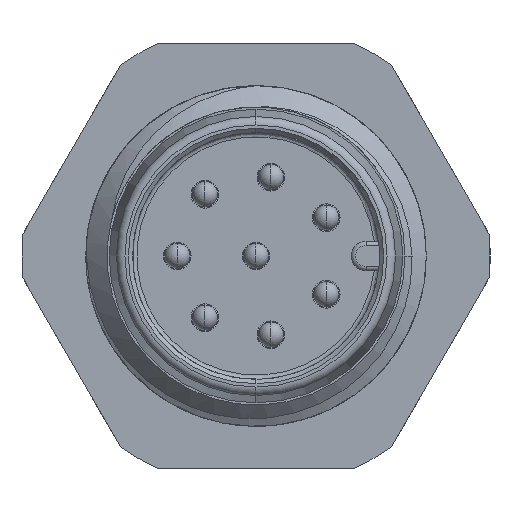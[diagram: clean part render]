
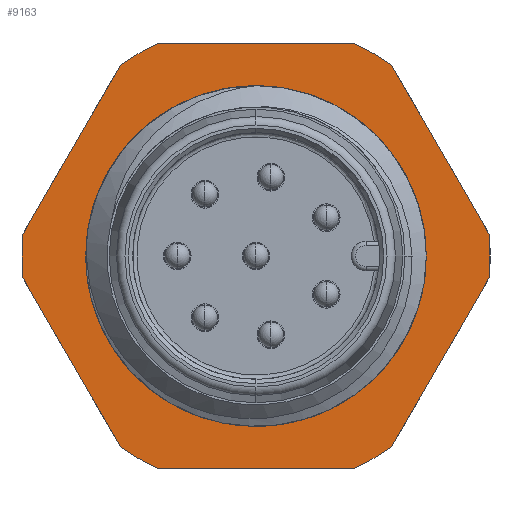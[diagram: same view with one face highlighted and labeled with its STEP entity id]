
A CAD part, left-side view. The second image highlights one B-rep face of the part: STEP entity #9163.
In plain terms, the highlighted planar face has unit normal (-1, 0, 0).
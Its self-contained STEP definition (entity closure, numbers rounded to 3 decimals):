
#4124=CARTESIAN_POINT('',(6.5,0.,0.));
#4125=DIRECTION('',(1.,0.,0.));
#4126=DIRECTION('',(0.,0.,1.));
#4127=AXIS2_PLACEMENT_3D('',#4124,#4125,#4126);
#4469=CARTESIAN_POINT('',(6.5,0.,0.));
#4470=DIRECTION('',(1.,0.,0.));
#4471=DIRECTION('',(0.,-1.,0.));
#4472=AXIS2_PLACEMENT_3D('',#4469,#4470,#4471);
#4567=CARTESIAN_POINT('',(6.5,0.,0.));
#4568=DIRECTION('',(1.,0.,0.));
#4569=DIRECTION('',(0.,-0.996,0.094));
#4570=AXIS2_PLACEMENT_3D('',#4567,#4568,#4569);
#4572=DIRECTION('',(0.,0.5,-0.866));
#4573=VECTOR('',#4572,4.583);
#4574=CARTESIAN_POINT('',(6.5,-5.476,-0.516));
#4575=LINE('',#4574,#4573);
#4576=CARTESIAN_POINT('',(6.5,0.,0.));
#4577=DIRECTION('',(1.,0.,0.));
#4578=DIRECTION('',(0.,-0.579,-0.815));
#4579=AXIS2_PLACEMENT_3D('',#4576,#4577,#4578);
#4581=DIRECTION('',(0.,1.,0.));
#4582=VECTOR('',#4581,4.583);
#4583=CARTESIAN_POINT('',(6.5,-2.291,-5.));
#4584=LINE('',#4583,#4582);
#4585=CARTESIAN_POINT('',(6.5,0.,0.));
#4586=DIRECTION('',(1.,0.,0.));
#4587=DIRECTION('',(0.,0.417,-0.909));
#4588=AXIS2_PLACEMENT_3D('',#4585,#4586,#4587);
#4590=DIRECTION('',(0.,0.5,0.866));
#4591=VECTOR('',#4590,4.583);
#4592=CARTESIAN_POINT('',(6.5,3.184,-4.484));
#4593=LINE('',#4592,#4591);
#4594=CARTESIAN_POINT('',(6.5,0.,0.));
#4595=DIRECTION('',(1.,0.,0.));
#4596=DIRECTION('',(0.,0.996,-0.094));
#4597=AXIS2_PLACEMENT_3D('',#4594,#4595,#4596);
#4599=DIRECTION('',(0.,-0.5,0.866));
#4600=VECTOR('',#4599,4.583);
#4601=CARTESIAN_POINT('',(6.5,5.476,0.516));
#4602=LINE('',#4601,#4600);
#4603=CARTESIAN_POINT('',(6.5,0.,0.));
#4604=DIRECTION('',(1.,0.,0.));
#4605=DIRECTION('',(0.,0.579,0.815));
#4606=AXIS2_PLACEMENT_3D('',#4603,#4604,#4605);
#4608=DIRECTION('',(0.,-1.,0.));
#4609=VECTOR('',#4608,4.583);
#4610=CARTESIAN_POINT('',(6.5,2.291,5.));
#4611=LINE('',#4610,#4609);
#4612=CARTESIAN_POINT('',(6.5,0.,0.));
#4613=DIRECTION('',(1.,0.,0.));
#4614=DIRECTION('',(0.,-0.417,0.909));
#4615=AXIS2_PLACEMENT_3D('',#4612,#4613,#4614);
#4617=DIRECTION('',(0.,-0.5,-0.866));
#4618=VECTOR('',#4617,4.583);
#4619=CARTESIAN_POINT('',(6.5,-3.184,4.484));
#4620=LINE('',#4619,#4618);
#8112=CARTESIAN_POINT('',(6.5,-5.476,0.516));
#8113=CARTESIAN_POINT('',(6.5,-5.476,-0.516));
#8114=VERTEX_POINT('',#8112);
#8115=VERTEX_POINT('',#8113);
#8116=CARTESIAN_POINT('',(6.5,-3.184,-4.484));
#8117=VERTEX_POINT('',#8116);
#8118=CARTESIAN_POINT('',(6.5,-2.291,-5.));
#8119=VERTEX_POINT('',#8118);
#8120=CARTESIAN_POINT('',(6.5,2.291,-5.));
#8121=VERTEX_POINT('',#8120);
#8122=CARTESIAN_POINT('',(6.5,3.184,-4.484));
#8123=VERTEX_POINT('',#8122);
#8124=CARTESIAN_POINT('',(6.5,5.476,-0.516));
#8125=VERTEX_POINT('',#8124);
#8126=CARTESIAN_POINT('',(6.5,5.476,0.516));
#8127=VERTEX_POINT('',#8126);
#8128=CARTESIAN_POINT('',(6.5,3.184,4.484));
#8129=VERTEX_POINT('',#8128);
#8130=CARTESIAN_POINT('',(6.5,2.291,5.));
#8131=VERTEX_POINT('',#8130);
#8132=CARTESIAN_POINT('',(6.5,-2.291,5.));
#8133=VERTEX_POINT('',#8132);
#8134=CARTESIAN_POINT('',(6.5,-3.184,4.484));
#8135=VERTEX_POINT('',#8134);
#8141=CARTESIAN_POINT('',(6.5,0.,4.));
#8143=VERTEX_POINT('',#8141);
#8158=CARTESIAN_POINT('',(6.5,-4.,0.));
#8159=VERTEX_POINT('',#8158);
#9128=CARTESIAN_POINT('',(6.5,0.,0.));
#9129=DIRECTION('',(1.,0.,0.));
#9130=DIRECTION('',(0.,0.,1.));
#9131=AXIS2_PLACEMENT_3D('',#9128,#9129,#9130);
#9132=PLANE('',#9131);
#9134=ORIENTED_EDGE('',*,*,#9133,.T.);
#9136=ORIENTED_EDGE('',*,*,#9135,.T.);
#9138=ORIENTED_EDGE('',*,*,#9137,.T.);
#9140=ORIENTED_EDGE('',*,*,#9139,.T.);
#9142=ORIENTED_EDGE('',*,*,#9141,.T.);
#9144=ORIENTED_EDGE('',*,*,#9143,.T.);
#9146=ORIENTED_EDGE('',*,*,#9145,.T.);
#9148=ORIENTED_EDGE('',*,*,#9147,.T.);
#9150=ORIENTED_EDGE('',*,*,#9149,.T.);
#9152=ORIENTED_EDGE('',*,*,#9151,.T.);
#9154=ORIENTED_EDGE('',*,*,#9153,.T.);
#9156=ORIENTED_EDGE('',*,*,#9155,.T.);
#9157=EDGE_LOOP('',(#9134,#9136,#9138,#9140,#9142,#9144,#9146,#9148,#9150,#9152,
#9154,#9156));
#9158=FACE_OUTER_BOUND('',#9157,.F.);
#9159=ORIENTED_EDGE('',*,*,#9109,.F.);
#9160=ORIENTED_EDGE('',*,*,#8730,.F.);
#9161=EDGE_LOOP('',(#9159,#9160));
#9162=FACE_BOUND('',#9161,.F.);
#4128=CIRCLE('',#4127,4.);
#4473=CIRCLE('',#4472,4.);
#4571=CIRCLE('',#4570,5.5);
#4580=CIRCLE('',#4579,5.5);
#4589=CIRCLE('',#4588,5.5);
#4598=CIRCLE('',#4597,5.5);
#4607=CIRCLE('',#4606,5.5);
#4616=CIRCLE('',#4615,5.5);
#8730=EDGE_CURVE('',#8143,#8159,#4128,.T.);
#9109=EDGE_CURVE('',#8159,#8143,#4473,.T.);
#9133=EDGE_CURVE('',#8114,#8115,#4571,.T.);
#9135=EDGE_CURVE('',#8115,#8117,#4575,.T.);
#9137=EDGE_CURVE('',#8117,#8119,#4580,.T.);
#9139=EDGE_CURVE('',#8119,#8121,#4584,.T.);
#9141=EDGE_CURVE('',#8121,#8123,#4589,.T.);
#9143=EDGE_CURVE('',#8123,#8125,#4593,.T.);
#9145=EDGE_CURVE('',#8125,#8127,#4598,.T.);
#9147=EDGE_CURVE('',#8127,#8129,#4602,.T.);
#9149=EDGE_CURVE('',#8129,#8131,#4607,.T.);
#9151=EDGE_CURVE('',#8131,#8133,#4611,.T.);
#9153=EDGE_CURVE('',#8133,#8135,#4616,.T.);
#9155=EDGE_CURVE('',#8135,#8114,#4620,.T.);
#9163=ADVANCED_FACE('',(#9158,#9162),#9132,.F.);
